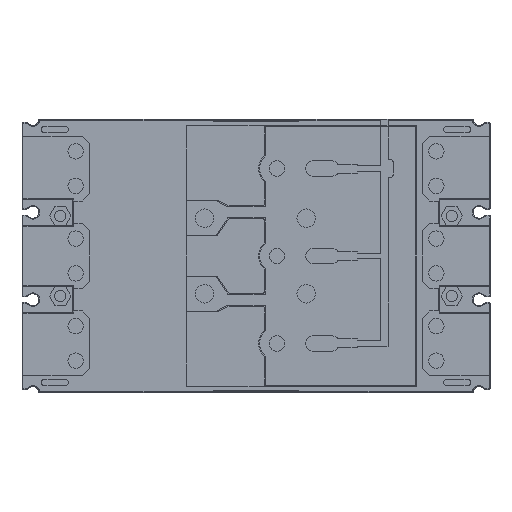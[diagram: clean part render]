
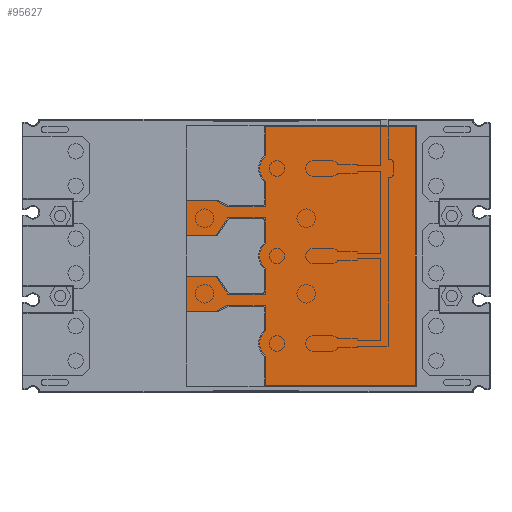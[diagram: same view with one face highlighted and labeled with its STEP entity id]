
A CAD part, front view. The second image highlights one B-rep face of the part: STEP entity #95627.
In plain terms, the highlighted planar face has unit normal (0, -1, 0).
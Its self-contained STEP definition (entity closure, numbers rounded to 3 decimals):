
#29576=DIRECTION('',(-1.,0.,0.));
#29577=VECTOR('',#29576,20.5);
#29578=CARTESIAN_POINT('',(5.,-44.4,27.1));
#29579=LINE('',#29578,#29577);
#29580=DIRECTION('',(0.,0.,-1.));
#29581=VECTOR('',#29580,13.972);
#29582=CARTESIAN_POINT('',(5.,-44.4,41.072));
#29583=LINE('',#29582,#29581);
#29584=CARTESIAN_POINT('',(11.5,-44.4,48.));
#29585=DIRECTION('',(0.,-1.,0.));
#29586=DIRECTION('',(-0.684,0.,0.729));
#29587=AXIS2_PLACEMENT_3D('',#29584,#29585,#29586);
#29589=DIRECTION('',(0.,0.,-1.));
#29590=VECTOR('',#29589,16.072);
#29591=CARTESIAN_POINT('',(5.,-44.4,71.));
#29592=LINE('',#29591,#29590);
#29593=DIRECTION('',(-1.,0.,0.));
#29594=VECTOR('',#29593,82.5);
#29595=CARTESIAN_POINT('',(87.5,-44.4,71.));
#29596=LINE('',#29595,#29594);
#29597=DIRECTION('',(0.,0.,-1.));
#29598=VECTOR('',#29597,142.);
#29599=CARTESIAN_POINT('',(87.5,-44.4,71.));
#29600=LINE('',#29599,#29598);
#29601=DIRECTION('',(1.,0.,0.));
#29602=VECTOR('',#29601,82.5);
#29603=CARTESIAN_POINT('',(5.,-44.4,-71.));
#29604=LINE('',#29603,#29602);
#29605=DIRECTION('',(0.,0.,-1.));
#29606=VECTOR('',#29605,16.072);
#29607=CARTESIAN_POINT('',(5.,-44.4,-54.928));
#29608=LINE('',#29607,#29606);
#29609=CARTESIAN_POINT('',(11.5,-44.4,-48.));
#29610=DIRECTION('',(0.,-1.,0.));
#29611=DIRECTION('',(-0.684,0.,0.729));
#29612=AXIS2_PLACEMENT_3D('',#29609,#29610,#29611);
#29614=DIRECTION('',(0.,0.,-1.));
#29615=VECTOR('',#29614,13.972);
#29616=CARTESIAN_POINT('',(5.,-44.4,-27.1));
#29617=LINE('',#29616,#29615);
#29618=DIRECTION('',(1.,0.,0.));
#29619=VECTOR('',#29618,20.5);
#29620=CARTESIAN_POINT('',(-15.5,-44.4,-27.1));
#29621=LINE('',#29620,#29619);
#29622=DIRECTION('',(0.9,0.,0.436));
#29623=VECTOR('',#29622,7.223);
#29624=CARTESIAN_POINT('',(-22.,-44.4,-30.25));
#29625=LINE('',#29624,#29623);
#29626=DIRECTION('',(1.,0.,0.));
#29627=VECTOR('',#29626,16.);
#29628=CARTESIAN_POINT('',(-38.,-44.4,-30.25));
#29629=LINE('',#29628,#29627);
#29630=DIRECTION('',(0.,0.,-1.));
#29631=VECTOR('',#29630,19.);
#29632=CARTESIAN_POINT('',(-38.,-44.4,-11.25));
#29633=LINE('',#29632,#29631);
#29634=DIRECTION('',(-1.,0.,0.));
#29635=VECTOR('',#29634,16.);
#29636=CARTESIAN_POINT('',(-22.,-44.4,-11.25));
#29637=LINE('',#29636,#29635);
#29638=DIRECTION('',(-0.559,0.,0.829));
#29639=VECTOR('',#29638,11.635);
#29640=CARTESIAN_POINT('',(-15.5,-44.4,-20.9));
#29641=LINE('',#29640,#29639);
#29642=DIRECTION('',(-1.,0.,0.));
#29643=VECTOR('',#29642,20.5);
#29644=CARTESIAN_POINT('',(5.,-44.4,-20.9));
#29645=LINE('',#29644,#29643);
#29646=DIRECTION('',(0.,0.,-1.));
#29647=VECTOR('',#29646,13.972);
#29648=CARTESIAN_POINT('',(5.,-44.4,-6.928));
#29649=LINE('',#29648,#29647);
#29650=CARTESIAN_POINT('',(11.5,-44.4,0.));
#29651=DIRECTION('',(0.,-1.,0.));
#29652=DIRECTION('',(-0.684,0.,0.729));
#29653=AXIS2_PLACEMENT_3D('',#29650,#29651,#29652);
#29655=DIRECTION('',(0.,0.,-1.));
#29656=VECTOR('',#29655,13.972);
#29657=CARTESIAN_POINT('',(5.,-44.4,20.9));
#29658=LINE('',#29657,#29656);
#29659=DIRECTION('',(1.,0.,0.));
#29660=VECTOR('',#29659,20.5);
#29661=CARTESIAN_POINT('',(-15.5,-44.4,20.9));
#29662=LINE('',#29661,#29660);
#29663=DIRECTION('',(0.559,0.,0.829));
#29664=VECTOR('',#29663,11.635);
#29665=CARTESIAN_POINT('',(-22.,-44.4,11.25));
#29666=LINE('',#29665,#29664);
#29667=DIRECTION('',(1.,0.,0.));
#29668=VECTOR('',#29667,16.);
#29669=CARTESIAN_POINT('',(-38.,-44.4,11.25));
#29670=LINE('',#29669,#29668);
#29671=DIRECTION('',(0.,0.,-1.));
#29672=VECTOR('',#29671,19.);
#29673=CARTESIAN_POINT('',(-38.,-44.4,30.25));
#29674=LINE('',#29673,#29672);
#29675=DIRECTION('',(-1.,0.,0.));
#29676=VECTOR('',#29675,16.);
#29677=CARTESIAN_POINT('',(-22.,-44.4,30.25));
#29678=LINE('',#29677,#29676);
#29679=DIRECTION('',(-0.9,0.,0.436));
#29680=VECTOR('',#29679,7.223);
#29681=CARTESIAN_POINT('',(-15.5,-44.4,27.1));
#29682=LINE('',#29681,#29680);
#49439=CARTESIAN_POINT('',(-15.5,-44.4,-20.9));
#49440=CARTESIAN_POINT('',(-22.,-44.4,-11.25));
#49441=VERTEX_POINT('',#49439);
#49442=VERTEX_POINT('',#49440);
#49443=CARTESIAN_POINT('',(-38.,-44.4,-11.25));
#49444=VERTEX_POINT('',#49443);
#49445=CARTESIAN_POINT('',(-38.,-44.4,-30.25));
#49446=VERTEX_POINT('',#49445);
#49447=CARTESIAN_POINT('',(-22.,-44.4,-30.25));
#49448=VERTEX_POINT('',#49447);
#49449=CARTESIAN_POINT('',(-15.5,-44.4,-27.1));
#49450=VERTEX_POINT('',#49449);
#49451=CARTESIAN_POINT('',(-15.5,-44.4,27.1));
#49452=CARTESIAN_POINT('',(-22.,-44.4,30.25));
#49453=VERTEX_POINT('',#49451);
#49454=VERTEX_POINT('',#49452);
#49455=CARTESIAN_POINT('',(-38.,-44.4,30.25));
#49456=VERTEX_POINT('',#49455);
#49457=CARTESIAN_POINT('',(-38.,-44.4,11.25));
#49458=VERTEX_POINT('',#49457);
#49459=CARTESIAN_POINT('',(-22.,-44.4,11.25));
#49460=VERTEX_POINT('',#49459);
#49461=CARTESIAN_POINT('',(-15.5,-44.4,20.9));
#49462=VERTEX_POINT('',#49461);
#49463=CARTESIAN_POINT('',(87.5,-44.4,71.));
#49464=CARTESIAN_POINT('',(5.,-44.4,71.));
#49465=VERTEX_POINT('',#49463);
#49466=VERTEX_POINT('',#49464);
#49467=CARTESIAN_POINT('',(5.,-44.4,54.928));
#49468=VERTEX_POINT('',#49467);
#49469=CARTESIAN_POINT('',(5.,-44.4,41.072));
#49470=VERTEX_POINT('',#49469);
#49471=CARTESIAN_POINT('',(5.,-44.4,6.928));
#49472=CARTESIAN_POINT('',(5.,-44.4,-6.928));
#49473=VERTEX_POINT('',#49471);
#49474=VERTEX_POINT('',#49472);
#49475=CARTESIAN_POINT('',(5.,-44.4,-41.072));
#49476=CARTESIAN_POINT('',(5.,-44.4,-54.928));
#49477=VERTEX_POINT('',#49475);
#49478=VERTEX_POINT('',#49476);
#49479=CARTESIAN_POINT('',(5.,-44.4,-71.));
#49480=VERTEX_POINT('',#49479);
#49481=CARTESIAN_POINT('',(5.,-44.4,-20.9));
#49482=VERTEX_POINT('',#49481);
#49483=CARTESIAN_POINT('',(5.,-44.4,-27.1));
#49484=VERTEX_POINT('',#49483);
#49485=CARTESIAN_POINT('',(5.,-44.4,27.1));
#49486=VERTEX_POINT('',#49485);
#49487=CARTESIAN_POINT('',(5.,-44.4,20.9));
#49488=VERTEX_POINT('',#49487);
#49489=CARTESIAN_POINT('',(87.5,-44.4,-71.));
#49490=VERTEX_POINT('',#49489);
#95594=CARTESIAN_POINT('',(87.5,-44.4,0.));
#95595=DIRECTION('',(0.,-1.,0.));
#95596=DIRECTION('',(0.,0.,1.));
#95597=AXIS2_PLACEMENT_3D('',#95594,#95595,#95596);
#95598=PLANE('',#95597);
#95599=ORIENTED_EDGE('',*,*,#95531,.F.);
#95600=ORIENTED_EDGE('',*,*,#95545,.F.);
#95601=ORIENTED_EDGE('',*,*,#95559,.F.);
#95602=ORIENTED_EDGE('',*,*,#95573,.F.);
#95603=ORIENTED_EDGE('',*,*,#95586,.F.);
#95604=ORIENTED_EDGE('',*,*,#95236,.T.);
#95605=ORIENTED_EDGE('',*,*,#95251,.F.);
#95606=ORIENTED_EDGE('',*,*,#95265,.F.);
#95607=ORIENTED_EDGE('',*,*,#95279,.F.);
#95608=ORIENTED_EDGE('',*,*,#95293,.F.);
#95609=ORIENTED_EDGE('',*,*,#95307,.F.);
#95610=ORIENTED_EDGE('',*,*,#95321,.F.);
#95611=ORIENTED_EDGE('',*,*,#95335,.F.);
#95612=ORIENTED_EDGE('',*,*,#95349,.F.);
#95613=ORIENTED_EDGE('',*,*,#95363,.F.);
#95614=ORIENTED_EDGE('',*,*,#95377,.F.);
#95615=ORIENTED_EDGE('',*,*,#95391,.F.);
#95616=ORIENTED_EDGE('',*,*,#95405,.F.);
#95617=ORIENTED_EDGE('',*,*,#95419,.F.);
#95618=ORIENTED_EDGE('',*,*,#95433,.F.);
#95619=ORIENTED_EDGE('',*,*,#95447,.F.);
#95620=ORIENTED_EDGE('',*,*,#95461,.F.);
#95621=ORIENTED_EDGE('',*,*,#95475,.F.);
#95622=ORIENTED_EDGE('',*,*,#95489,.F.);
#95623=ORIENTED_EDGE('',*,*,#95503,.F.);
#95624=ORIENTED_EDGE('',*,*,#95517,.F.);
#95625=EDGE_LOOP('',(#95599,#95600,#95601,#95602,#95603,#95604,#95605,#95606,
#95607,#95608,#95609,#95610,#95611,#95612,#95613,#95614,#95615,#95616,#95617,
#95618,#95619,#95620,#95621,#95622,#95623,#95624));
#95626=FACE_OUTER_BOUND('',#95625,.F.);
#95627=ADVANCED_FACE('',(#95626),#95598,.T.);
#29588=CIRCLE('',#29587,9.5);
#29613=CIRCLE('',#29612,9.5);
#29654=CIRCLE('',#29653,9.5);
#95236=EDGE_CURVE('',#49465,#49490,#29600,.T.);
#95251=EDGE_CURVE('',#49480,#49490,#29604,.T.);
#95265=EDGE_CURVE('',#49478,#49480,#29608,.T.);
#95279=EDGE_CURVE('',#49477,#49478,#29613,.T.);
#95293=EDGE_CURVE('',#49484,#49477,#29617,.T.);
#95307=EDGE_CURVE('',#49450,#49484,#29621,.T.);
#95321=EDGE_CURVE('',#49448,#49450,#29625,.T.);
#95335=EDGE_CURVE('',#49446,#49448,#29629,.T.);
#95349=EDGE_CURVE('',#49444,#49446,#29633,.T.);
#95363=EDGE_CURVE('',#49442,#49444,#29637,.T.);
#95377=EDGE_CURVE('',#49441,#49442,#29641,.T.);
#95391=EDGE_CURVE('',#49482,#49441,#29645,.T.);
#95405=EDGE_CURVE('',#49474,#49482,#29649,.T.);
#95419=EDGE_CURVE('',#49473,#49474,#29654,.T.);
#95433=EDGE_CURVE('',#49488,#49473,#29658,.T.);
#95447=EDGE_CURVE('',#49462,#49488,#29662,.T.);
#95461=EDGE_CURVE('',#49460,#49462,#29666,.T.);
#95475=EDGE_CURVE('',#49458,#49460,#29670,.T.);
#95489=EDGE_CURVE('',#49456,#49458,#29674,.T.);
#95503=EDGE_CURVE('',#49454,#49456,#29678,.T.);
#95517=EDGE_CURVE('',#49453,#49454,#29682,.T.);
#95531=EDGE_CURVE('',#49486,#49453,#29579,.T.);
#95545=EDGE_CURVE('',#49470,#49486,#29583,.T.);
#95559=EDGE_CURVE('',#49468,#49470,#29588,.T.);
#95573=EDGE_CURVE('',#49466,#49468,#29592,.T.);
#95586=EDGE_CURVE('',#49465,#49466,#29596,.T.);
